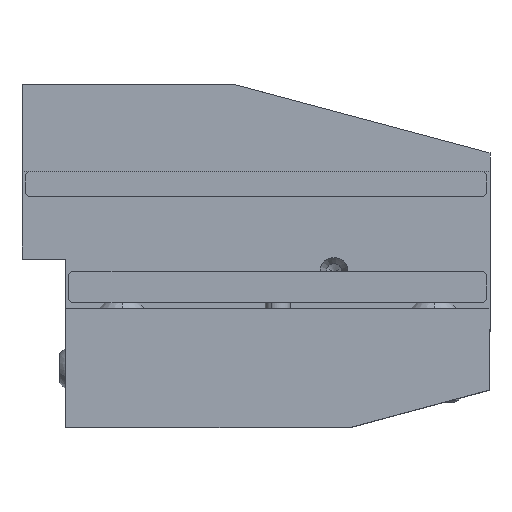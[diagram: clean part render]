
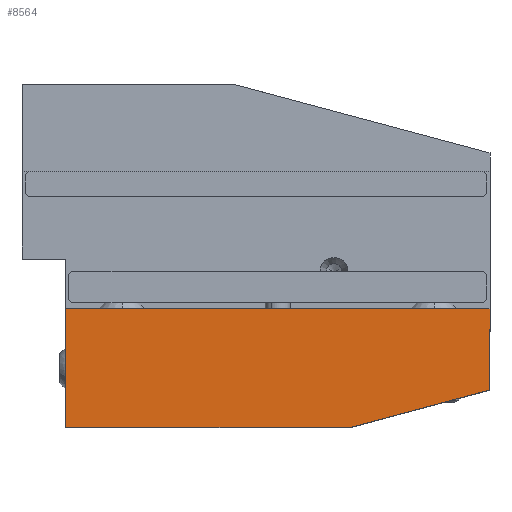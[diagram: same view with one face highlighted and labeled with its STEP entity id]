
A CAD part, top view. The second image highlights one B-rep face of the part: STEP entity #8564.
In plain terms, the highlighted planar face has unit normal (0, 0, 1).
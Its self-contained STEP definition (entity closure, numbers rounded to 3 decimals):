
#46 = VECTOR ( 'NONE', #7641, 1000. ) ;
#164 = LINE ( 'NONE', #1960, #9138 ) ;
#281 = LINE ( 'NONE', #1219, #46 ) ;
#513 = DIRECTION ( 'NONE',  ( 0., 1., 0. ) ) ;
#832 = ORIENTED_EDGE ( 'NONE', *, *, #2880, .F. ) ;
#1136 = CARTESIAN_POINT ( 'NONE',  ( -154.663, -20.506, 103.13 ) ) ;
#1219 = CARTESIAN_POINT ( 'NONE',  ( -154.663, -39.506, 103.13 ) ) ;
#1330 = ORIENTED_EDGE ( 'NONE', *, *, #6593, .F. ) ;
#1343 = PLANE ( 'NONE',  #3178 ) ;
#1664 = VERTEX_POINT ( 'NONE', #6884 ) ;
#1747 = VECTOR ( 'NONE', #3249, 1000. ) ;
#1960 = CARTESIAN_POINT ( 'NONE',  ( -147.663, -39.506, 103.13 ) ) ;
#2278 = VERTEX_POINT ( 'NONE', #3833 ) ;
#2825 = VERTEX_POINT ( 'NONE', #8970 ) ;
#2880 = EDGE_CURVE ( 'NONE', #7084, #1664, #7085, .T. ) ;
#2884 = LINE ( 'NONE', #7573, #1747 ) ;
#2938 = EDGE_CURVE ( 'NONE', #2278, #2825, #281, .T. ) ;
#2942 = ORIENTED_EDGE ( 'NONE', *, *, #7799, .F. ) ;
#3178 = AXIS2_PLACEMENT_3D ( 'NONE', #4194, #7860, #4247 ) ;
#3249 = DIRECTION ( 'NONE',  ( -0.966, -0.259, 0. ) ) ;
#3352 = DIRECTION ( 'NONE',  ( 0., 1., 0. ) ) ;
#3833 = CARTESIAN_POINT ( 'NONE',  ( -147.663, -39.506, 103.13 ) ) ;
#4194 = CARTESIAN_POINT ( 'NONE',  ( -154.663, -39.506, 103.13 ) ) ;
#4247 = DIRECTION ( 'NONE',  ( 1., 0., 0. ) ) ;
#4406 = LINE ( 'NONE', #8155, #5210 ) ;
#5125 = CARTESIAN_POINT ( 'NONE',  ( -79.663, -33.506, 103.13 ) ) ;
#5150 = FACE_OUTER_BOUND ( 'NONE', #8794, .T. ) ;
#5210 = VECTOR ( 'NONE', #3352, 1000. ) ;
#5306 = VERTEX_POINT ( 'NONE', #5125 ) ;
#6138 = EDGE_CURVE ( 'NONE', #5306, #1664, #4406, .T. ) ;
#6593 = EDGE_CURVE ( 'NONE', #5306, #2825, #2884, .T. ) ;
#6884 = CARTESIAN_POINT ( 'NONE',  ( -79.663, -20.506, 103.13 ) ) ;
#7084 = VERTEX_POINT ( 'NONE', #7458 ) ;
#7085 = LINE ( 'NONE', #1136, #8778 ) ;
#7345 = ORIENTED_EDGE ( 'NONE', *, *, #2938, .T. ) ;
#7458 = CARTESIAN_POINT ( 'NONE',  ( -147.663, -20.506, 103.13 ) ) ;
#7573 = CARTESIAN_POINT ( 'NONE',  ( -79.663, -33.506, 103.13 ) ) ;
#7641 = DIRECTION ( 'NONE',  ( 1., 0., 0. ) ) ;
#7799 = EDGE_CURVE ( 'NONE', #2278, #7084, #164, .T. ) ;
#7860 = DIRECTION ( 'NONE',  ( 0., 0., 1. ) ) ;
#8155 = CARTESIAN_POINT ( 'NONE',  ( -79.663, 15.494, 103.13 ) ) ;
#8335 = DIRECTION ( 'NONE',  ( 1., 0., 0. ) ) ;
#8564 = ADVANCED_FACE ( 'NONE', ( #5150 ), #1343, .T. ) ;
#8587 = ORIENTED_EDGE ( 'NONE', *, *, #6138, .T. ) ;
#8778 = VECTOR ( 'NONE', #8335, 1000. ) ;
#8794 = EDGE_LOOP ( 'NONE', ( #2942, #7345, #1330, #8587, #832 ) ) ;
#8970 = CARTESIAN_POINT ( 'NONE',  ( -102.055, -39.506, 103.13 ) ) ;
#9138 = VECTOR ( 'NONE', #513, 1000. ) ;
